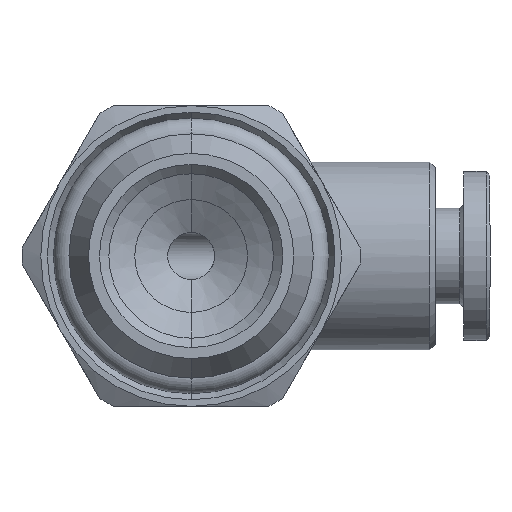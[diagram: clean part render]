
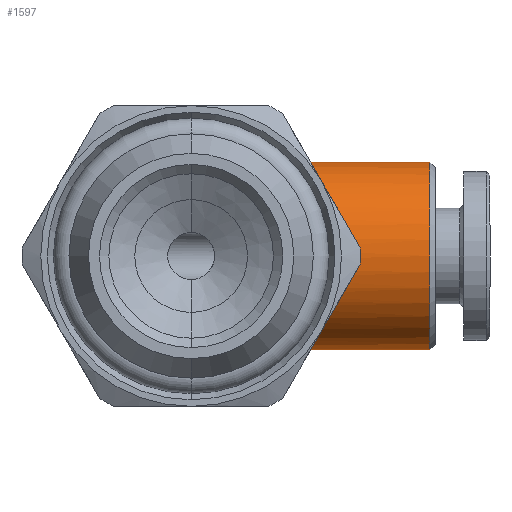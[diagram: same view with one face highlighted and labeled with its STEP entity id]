
A CAD part, front view. The second image highlights one B-rep face of the part: STEP entity #1597.
In plain terms, the highlighted cylindrical face has radius 5 mm (diameter 10 mm), a partial arc.
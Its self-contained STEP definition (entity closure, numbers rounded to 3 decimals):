
#68 = CARTESIAN_POINT ( 'NONE',  ( 4., -4.181, -2.743 ) ) ;
#102 = CARTESIAN_POINT ( 'NONE',  ( 4., 0., -5. ) ) ;
#110 = CARTESIAN_POINT ( 'NONE',  ( 4., -4.181, 2.743 ) ) ;
#113 = CARTESIAN_POINT ( 'NONE',  ( 12.7, 0., -5. ) ) ;
#129 = CARTESIAN_POINT ( 'NONE',  ( 12.7, 0., 5. ) ) ;
#158 = CARTESIAN_POINT ( 'NONE',  ( 4., 0., 0. ) ) ;
#159 = DIRECTION ( 'NONE',  ( -1., 0., 0. ) ) ;
#160 = DIRECTION ( 'NONE',  ( 0., 0., 1. ) ) ;
#205 = CARTESIAN_POINT ( 'NONE',  ( -3.45, 0., 5. ) ) ;
#206 = DIRECTION ( 'NONE',  ( -1., 0., 0. ) ) ;
#510 = VECTOR ( 'NONE', #2334, 1000. ) ;
#529 = CIRCLE ( 'NONE', #534, 5. ) ;
#534 = AXIS2_PLACEMENT_3D ( 'NONE', #158, #159, #160 ) ;
#547 = VECTOR ( 'NONE', #206, 1000. ) ;
#756 = ORIENTED_EDGE ( 'NONE', *, *, #1750, .T. ) ;
#759 = ORIENTED_EDGE ( 'NONE', *, *, #1719, .F. ) ;
#770 = ORIENTED_EDGE ( 'NONE', *, *, #1710, .T. ) ;
#788 = ORIENTED_EDGE ( 'NONE', *, *, #1555, .F. ) ;
#794 = ORIENTED_EDGE ( 'NONE', *, *, #1554, .T. ) ;
#810 = B_SPLINE_CURVE_WITH_KNOTS ( 'NONE', 3,
 ( #2296, #2297, #2298, #2299, #2300, #2301, #2302, #2303, #2304, #2305, #2306, #2307, #2308, #2309, #2310, #2311, #2312, #2313 ),
 .UNSPECIFIED., .F., .F.,
 ( 4, 2, 2, 2, 2, 2, 2, 2, 4 ),
 ( 0.023, 0.024, 0.025, 0.025, 0.026, 0.027, 0.028, 0.028, 0.029 ),
 .UNSPECIFIED. ) ;
#821 = AXIS2_PLACEMENT_3D ( 'NONE', #2150, #2151, #2152 ) ;
#959 = VERTEX_POINT ( 'NONE', #102 ) ;
#977 = VERTEX_POINT ( 'NONE', #129 ) ;
#982 = VERTEX_POINT ( 'NONE', #68 ) ;
#1015 = VERTEX_POINT ( 'NONE', #113 ) ;
#1039 = VERTEX_POINT ( 'NONE', #110 ) ;
#1061 = VERTEX_POINT ( 'NONE', #1102 ) ;
#1102 = CARTESIAN_POINT ( 'NONE',  ( 4., 0., 5. ) ) ;
#1425 = ORIENTED_EDGE ( 'NONE', *, *, #1737, .F. ) ;
#1462 = EDGE_LOOP ( 'NONE', ( #759, #794, #756, #788, #770, #1425 ) ) ;
#1554 = EDGE_CURVE ( 'NONE', #1015, #977, #3093, .T. ) ;
#1555 = EDGE_CURVE ( 'NONE', #1039, #1061, #3092, .T. ) ;
#1597 = ADVANCED_FACE ( 'NONE', ( #1841 ), #1842, .T. ) ;
#1710 = EDGE_CURVE ( 'NONE', #1039, #982, #810, .T. ) ;
#1719 = EDGE_CURVE ( 'NONE', #1015, #959, #2870, .T. ) ;
#1737 = EDGE_CURVE ( 'NONE', #959, #982, #529, .T. ) ;
#1750 = EDGE_CURVE ( 'NONE', #977, #1061, #2882, .T. ) ;
#1841 = FACE_OUTER_BOUND ( 'NONE', #1462, .T. ) ;
#1842 = CYLINDRICAL_SURFACE ( 'NONE', #2982, 5. ) ;
#2147 = CARTESIAN_POINT ( 'NONE',  ( 12.7, 0., 0. ) ) ;
#2148 = DIRECTION ( 'NONE',  ( -1., 0., 0. ) ) ;
#2149 = DIRECTION ( 'NONE',  ( 0., 0., 1. ) ) ;
#2150 = CARTESIAN_POINT ( 'NONE',  ( 4., 0., 0. ) ) ;
#2151 = DIRECTION ( 'NONE',  ( -1., 0., 0. ) ) ;
#2152 = DIRECTION ( 'NONE',  ( 0., 0., 1. ) ) ;
#2296 = CARTESIAN_POINT ( 'NONE',  ( 4., -4.181, 2.743 ) ) ;
#2297 = CARTESIAN_POINT ( 'NONE',  ( 4.126, -4.302, 2.558 ) ) ;
#2298 = CARTESIAN_POINT ( 'NONE',  ( 4.244, -4.415, 2.358 ) ) ;
#2299 = CARTESIAN_POINT ( 'NONE',  ( 4.452, -4.615, 1.939 ) ) ;
#2300 = CARTESIAN_POINT ( 'NONE',  ( 4.542, -4.702, 1.718 ) ) ;
#2301 = CARTESIAN_POINT ( 'NONE',  ( 4.692, -4.847, 1.251 ) ) ;
#2302 = CARTESIAN_POINT ( 'NONE',  ( 4.751, -4.904, 1.007 ) ) ;
#2303 = CARTESIAN_POINT ( 'NONE',  ( 4.829, -4.98, 0.513 ) ) ;
#2304 = CARTESIAN_POINT ( 'NONE',  ( 4.85, -5., 0.261 ) ) ;
#2305 = CARTESIAN_POINT ( 'NONE',  ( 4.85, -5., -0.254 ) ) ;
#2306 = CARTESIAN_POINT ( 'NONE',  ( 4.83, -4.981, -0.507 ) ) ;
#2307 = CARTESIAN_POINT ( 'NONE',  ( 4.752, -4.905, -1.004 ) ) ;
#2308 = CARTESIAN_POINT ( 'NONE',  ( 4.693, -4.847, -1.25 ) ) ;
#2309 = CARTESIAN_POINT ( 'NONE',  ( 4.543, -4.703, -1.716 ) ) ;
#2310 = CARTESIAN_POINT ( 'NONE',  ( 4.452, -4.615, -1.938 ) ) ;
#2311 = CARTESIAN_POINT ( 'NONE',  ( 4.244, -4.414, -2.36 ) ) ;
#2312 = CARTESIAN_POINT ( 'NONE',  ( 4.126, -4.301, -2.559 ) ) ;
#2313 = CARTESIAN_POINT ( 'NONE',  ( 4., -4.181, -2.743 ) ) ;
#2333 = CARTESIAN_POINT ( 'NONE',  ( -3.45, 0., -5. ) ) ;
#2334 = DIRECTION ( 'NONE',  ( -1., 0., 0. ) ) ;
#2594 = CARTESIAN_POINT ( 'NONE',  ( -3.45, 0., 0. ) ) ;
#2595 = DIRECTION ( 'NONE',  ( -1., 0., 0. ) ) ;
#2596 = DIRECTION ( 'NONE',  ( 0., 0., 1. ) ) ;
#2870 = LINE ( 'NONE', #2333, #510 ) ;
#2882 = LINE ( 'NONE', #205, #547 ) ;
#2982 = AXIS2_PLACEMENT_3D ( 'NONE', #2594, #2595, #2596 ) ;
#3092 = CIRCLE ( 'NONE', #821, 5. ) ;
#3093 = CIRCLE ( 'NONE', #3109, 5. ) ;
#3109 = AXIS2_PLACEMENT_3D ( 'NONE', #2147, #2148, #2149 ) ;
